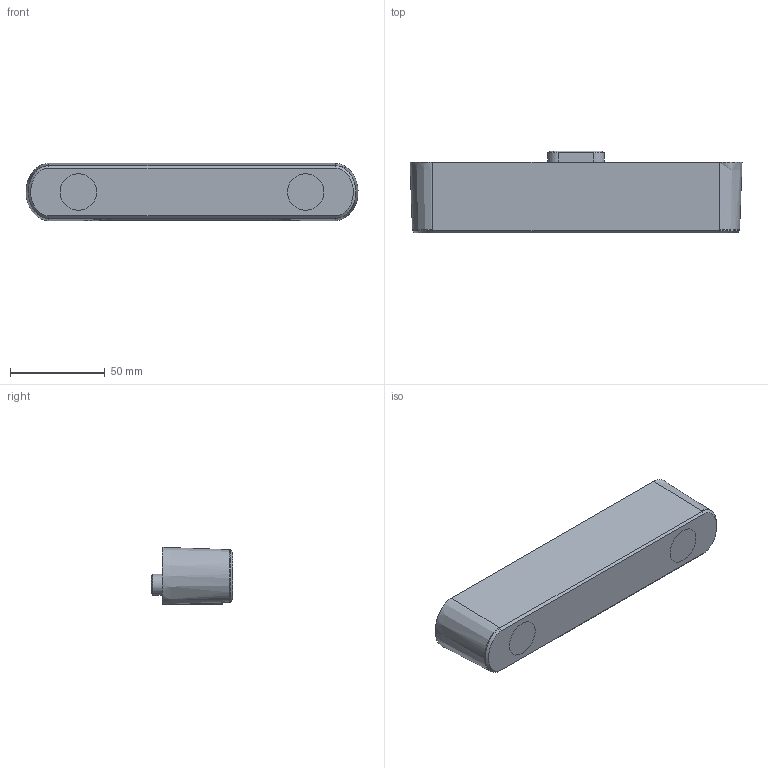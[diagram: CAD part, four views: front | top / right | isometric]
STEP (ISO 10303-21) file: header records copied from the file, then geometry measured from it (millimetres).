
FILE_DESCRIPTION(/* description */ (''),/* implementation_level */ '2;1');
FILE_NAME(/* name */ 'ZED2i.step',/* time_stamp */ '2021-06-04T09:57:29+02:00',/* author */ (''),/* organization */ (''),/* preprocessor_version */ 'ST-DEVELOPER v18.1',/* originating_system */ 'Autodesk Translation Framework v10.9.0.1377',/* authorisation */ '');
FILE_SCHEMA (('AUTOMOTIVE_DESIGN { 1 0 10303 214 3 1 1 }'));
Length unit declared in the file: millimetre
Products named in the file (2): ZED2_IP_Outer_with_lens; optic
Assembly tree (2 placements, depth 2):
  ZED2_IP_Outer_with_lens
    optic  x2
Bounding box: 175.24 x 43.1 x 30.25 mm (x, y, z)
Volume: 170314.1 mm3; surface area: 35795.4 mm2
Topology: 11 solids, 12 shells, 393 faces, 966 edges, 633 vertices
Faces by surface type: plane 192, bspline 137, cylinder 43, cone 13, sphere 8
Full cylindrical faces by diameter (mm): 1.5 x1, 2.529 x6, 2.8 x2, 5.116 x1, 12 x6, 14 x2, 16 x4, 18 x2, 19.25 x4
Entity records: 15721 total; most frequent: CARTESIAN_POINT 7465, ORIENTED_EDGE 1836, DIRECTION 1395, EDGE_CURVE 918, VERTEX_POINT 605, LINE 557, VECTOR 557, AXIS2_PLACEMENT_3D 419
